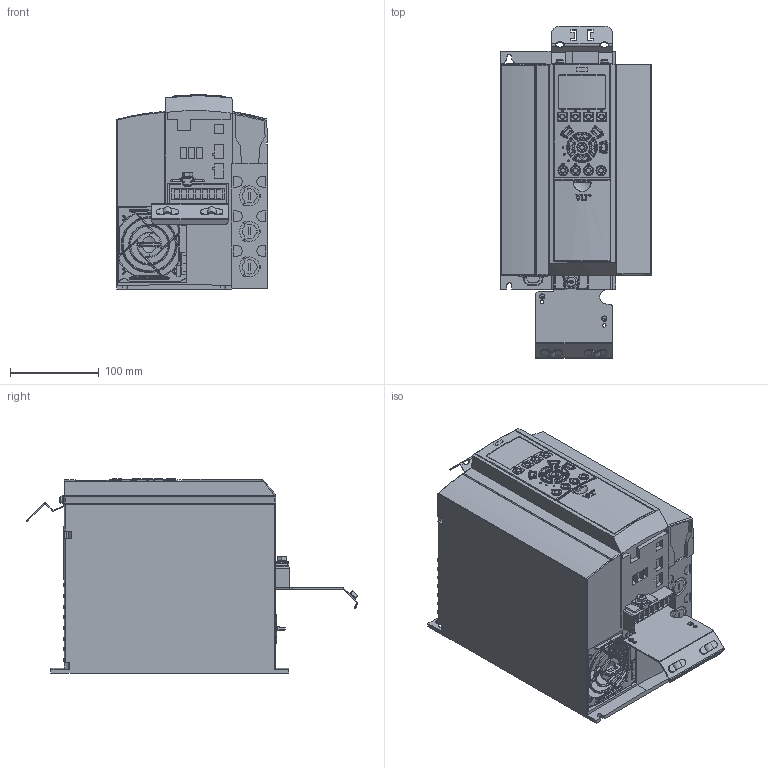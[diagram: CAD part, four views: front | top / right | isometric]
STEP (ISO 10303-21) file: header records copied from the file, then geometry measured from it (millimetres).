
FILE_DESCRIPTION((''),'2;1');
FILE_NAME('DANFOSS-FC100-A3-IP20-AC-065','2019-09-05T',('U322080'),(''),'CREO PARAMETRIC BY PTC INC, 2018070','CREO PARAMETRIC BY PTC INC, 2018070','');
FILE_SCHEMA(('CONFIG_CONTROL_DESIGN'));
Products named in the file (1): DANFOSS-FC100-A3-IP20-AC-065
Bounding box: 170 x 373.7 x 218.75 mm (x, y, z)
Surface area: 357347.8 mm2 (no closed solid volume)
Topology: 0 solids, 17 shells, 2755 faces, 7149 edges, 4455 vertices
Faces by surface type: plane 1092, cylinder 724, bspline 644, torus 150, sphere 63, cone 50, extrusion 32
Entity records: 144136 total; most frequent: CARTESIAN_POINT 56963, ORIENTED_EDGE 14186, DIRECTION 10348, EDGE_CURVE 7093, VERTEX_POINT 4455, FILL_AREA_STYLE_COLOUR 4117, FILL_AREA_STYLE 4117, SURFACE_STYLE_FILL_AREA 4117
